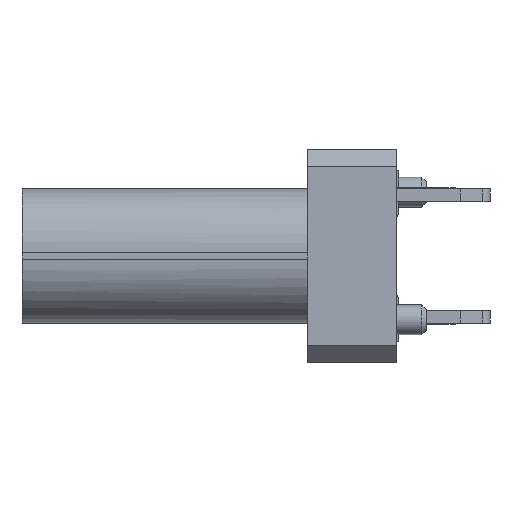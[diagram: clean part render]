
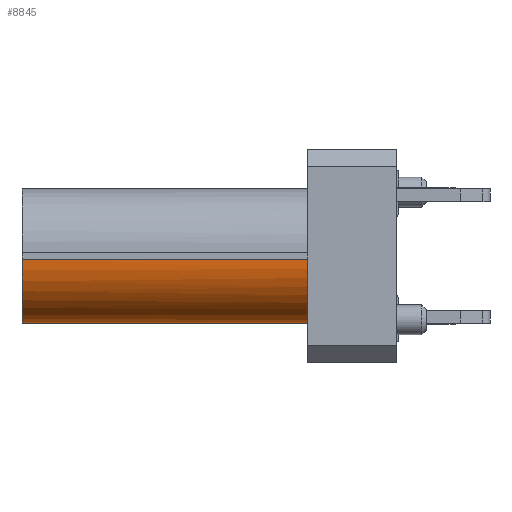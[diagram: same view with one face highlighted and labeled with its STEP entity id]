
A CAD part, left-side view. The second image highlights one B-rep face of the part: STEP entity #8845.
In plain terms, the highlighted cylindrical face has radius 1.5 mm (diameter 3 mm), a partial arc.
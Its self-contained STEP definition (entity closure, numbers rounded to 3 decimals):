
#309 = EDGE_CURVE ( 'NONE', #2348, #11671, #2132, .T. ) ;
#390 = CARTESIAN_POINT ( 'NONE',  ( -2.566, 16.736, -1.591 ) ) ;
#399 = CARTESIAN_POINT ( 'NONE',  ( -4.066, 16.736, -1.591 ) ) ;
#654 = EDGE_CURVE ( 'NONE', #11073, #2348, #15316, .T. ) ;
#916 = CARTESIAN_POINT ( 'NONE',  ( -2.566, 25.036, -3.091 ) ) ;
#943 = DIRECTION ( 'NONE',  ( 0., 1., 0. ) ) ;
#1334 = AXIS2_PLACEMENT_3D ( 'NONE', #5263, #12776, #11325 ) ;
#1685 = EDGE_LOOP ( 'NONE', ( #5019, #8904, #6386, #6380, #14789 ) ) ;
#1836 = VERTEX_POINT ( 'NONE', #399 ) ;
#1901 = EDGE_CURVE ( 'NONE', #15729, #11073, #7401, .T. ) ;
#1957 = DIRECTION ( 'NONE',  ( 0., 0., -1. ) ) ;
#2010 = CARTESIAN_POINT ( 'NONE',  ( -4.066, 25.036, -1.591 ) ) ;
#2015 = VECTOR ( 'NONE', #943, 1000. ) ;
#2132 = LINE ( 'NONE', #916, #13476 ) ;
#2348 = VERTEX_POINT ( 'NONE', #9361 ) ;
#3001 = AXIS2_PLACEMENT_3D ( 'NONE', #11728, #15389, #3139 ) ;
#3139 = DIRECTION ( 'NONE',  ( 1., 0., 0. ) ) ;
#3283 = CARTESIAN_POINT ( 'NONE',  ( -3.505, 10.036, -2.761 ) ) ;
#3859 = DIRECTION ( 'NONE',  ( 0., 0., -1. ) ) ;
#4434 = AXIS2_PLACEMENT_3D ( 'NONE', #390, #6383, #3859 ) ;
#5019 = ORIENTED_EDGE ( 'NONE', *, *, #309, .F. ) ;
#5263 = CARTESIAN_POINT ( 'NONE',  ( -2.566, 10.036, -1.591 ) ) ;
#6098 = EDGE_CURVE ( 'NONE', #15729, #1836, #13246, .T. ) ;
#6380 = ORIENTED_EDGE ( 'NONE', *, *, #6098, .T. ) ;
#6383 = DIRECTION ( 'NONE',  ( 0., -1., 0. ) ) ;
#6386 = ORIENTED_EDGE ( 'NONE', *, *, #1901, .F. ) ;
#7401 = CIRCLE ( 'NONE', #3001, 1.5 ) ;
#8027 = CIRCLE ( 'NONE', #4434, 1.5 ) ;
#8845 = ADVANCED_FACE ( 'NONE', ( #15652 ), #14427, .T. ) ;
#8904 = ORIENTED_EDGE ( 'NONE', *, *, #654, .F. ) ;
#9361 = CARTESIAN_POINT ( 'NONE',  ( -2.566, 10.036, -3.091 ) ) ;
#10788 = DIRECTION ( 'NONE',  ( 0., 1., 0. ) ) ;
#10900 = AXIS2_PLACEMENT_3D ( 'NONE', #14267, #11834, #1957 ) ;
#11073 = VERTEX_POINT ( 'NONE', #3283 ) ;
#11325 = DIRECTION ( 'NONE',  ( 0., 0., -1. ) ) ;
#11671 = VERTEX_POINT ( 'NONE', #11822 ) ;
#11728 = CARTESIAN_POINT ( 'NONE',  ( -2.566, 10.036, -1.591 ) ) ;
#11822 = CARTESIAN_POINT ( 'NONE',  ( -2.566, 16.736, -3.091 ) ) ;
#11834 = DIRECTION ( 'NONE',  ( 0., -1., 0. ) ) ;
#11997 = EDGE_CURVE ( 'NONE', #1836, #11671, #8027, .T. ) ;
#12270 = CARTESIAN_POINT ( 'NONE',  ( -4.066, 10.036, -1.591 ) ) ;
#12776 = DIRECTION ( 'NONE',  ( 0., -1., 0. ) ) ;
#13246 = LINE ( 'NONE', #2010, #2015 ) ;
#13476 = VECTOR ( 'NONE', #10788, 1000. ) ;
#14267 = CARTESIAN_POINT ( 'NONE',  ( -2.566, 25.036, -1.591 ) ) ;
#14427 = CYLINDRICAL_SURFACE ( 'NONE', #10900, 1.5 ) ;
#14789 = ORIENTED_EDGE ( 'NONE', *, *, #11997, .T. ) ;
#15316 = CIRCLE ( 'NONE', #1334, 1.5 ) ;
#15389 = DIRECTION ( 'NONE',  ( 0., -1., 0. ) ) ;
#15652 = FACE_OUTER_BOUND ( 'NONE', #1685, .T. ) ;
#15729 = VERTEX_POINT ( 'NONE', #12270 ) ;
